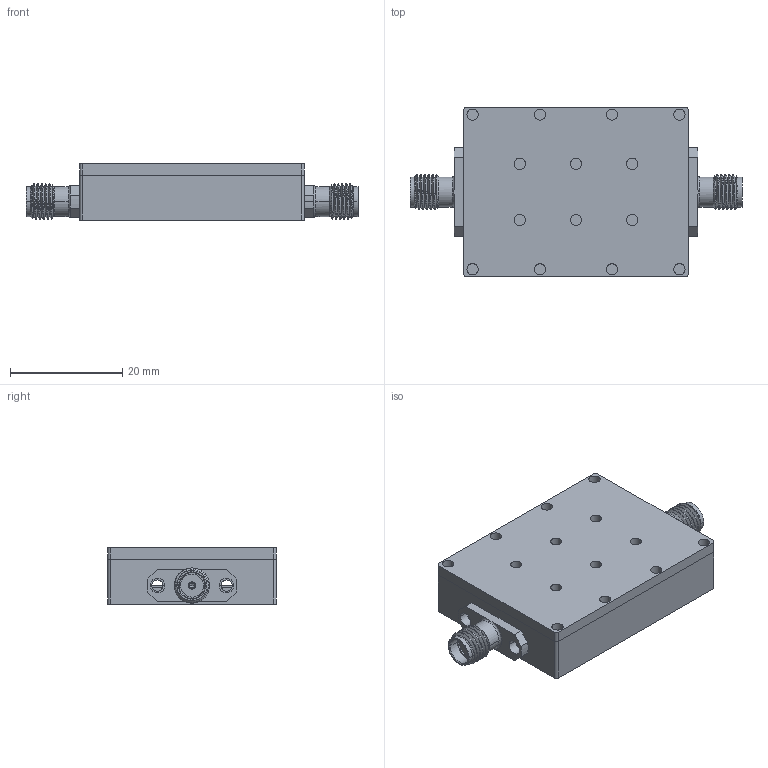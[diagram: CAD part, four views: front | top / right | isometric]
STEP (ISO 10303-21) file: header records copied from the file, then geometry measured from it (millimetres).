
FILE_DESCRIPTION(('FreeCAD Model'),'2;1');
FILE_NAME('Sample_Holder_Prot_V1.step', '2020-09-30T11:07:07',('Author'),(''), 'Open CASCADE STEP processor 7.3','FreeCAD','Unknown');
FILE_SCHEMA(('AUTOMOTIVE_DESIGN { 1 0 10303 214 1 1 1 1 }'));
Length unit declared in the file: millimetre
Products named in the file (11): Sample_Holder_PCB_Dummy_v1_002; Sample_Holder_PCB_Dummy_v1_001; Sample_Holder_Support_v1_004; Sample_Holder_Support_v1_003; Sample_Holder_Support_v1_001; Sample_Holder_Support_v1_002; Sample_Holder_MKID_Cover_v1_001; Sample_Holder_KIDS_Dummy_001; SMA_Female_2_hole_panel_mount_Flange_jack1_002; SMA_Female_2_hole_panel_mount_Flange_jack1_001; Sample_Holder_MKID_Box_v1_001
Bounding box: 59.05 x 30 x 10 mm (x, y, z)
Volume: 9056.1 mm3; surface area: 9737.9 mm2
Topology: 11 solids, 11 shells, 338 faces, 862 edges, 574 vertices
Faces by surface type: plane 148, cylinder 134, cone 40, bspline 12, torus 4
Full cylindrical faces by diameter (mm): 2 x38
Entity records: 16294 total; most frequent: CARTESIAN_POINT 5737, ORIENTED_EDGE 1716, DIRECTION 1568, EDGE_CURVE 858, VERTEX_POINT 574, AXIS2_PLACEMENT_3D 573, LINE 422, VECTOR 422
